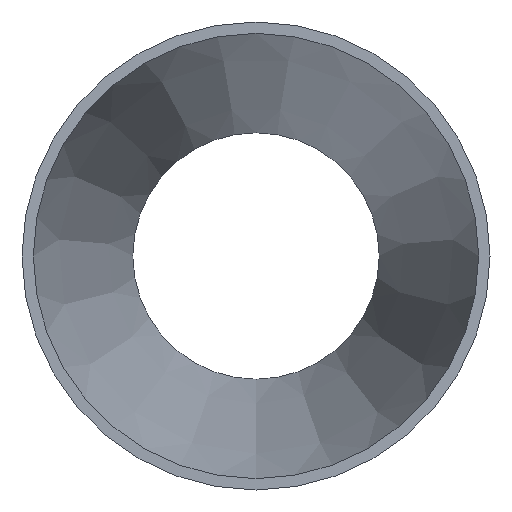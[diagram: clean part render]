
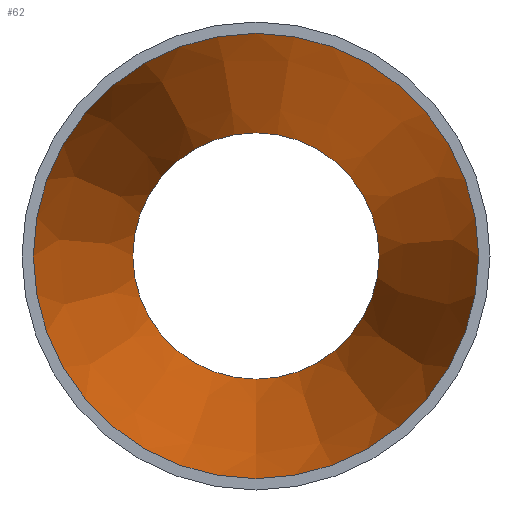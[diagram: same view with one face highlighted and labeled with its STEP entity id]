
A CAD part, front view. The second image highlights one B-rep face of the part: STEP entity #62.
In plain terms, the highlighted conical face has half-angle 11.218 degrees and reference radius 39.961 mm.
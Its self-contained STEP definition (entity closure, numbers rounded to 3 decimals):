
#62 = ADVANCED_FACE ( 'NONE', ( #7386, #2715 ), #27311, .F. ) ;
#2171 = VERTEX_POINT ( 'NONE', #25249 ) ;
#2551 = CIRCLE ( 'NONE', #21383, 39.961 ) ;
#2715 = FACE_OUTER_BOUND ( 'NONE', #14655, .T. ) ;
#3160 = ORIENTED_EDGE ( 'NONE', *, *, #11598, .T. ) ;
#4028 = DIRECTION ( 'NONE',  ( 0., 0., -1. ) ) ;
#5345 = AXIS2_PLACEMENT_3D ( 'NONE', #26602, #17610, #19572 ) ;
#7386 = FACE_BOUND ( 'NONE', #14403, .T. ) ;
#10062 = AXIS2_PLACEMENT_3D ( 'NONE', #12605, #16679, #4028 ) ;
#11598 = EDGE_CURVE ( 'NONE', #12880, #12880, #2551, .T. ) ;
#12605 = CARTESIAN_POINT ( 'NONE',  ( 0., 90., 0. ) ) ;
#12880 = VERTEX_POINT ( 'NONE', #27767 ) ;
#13277 = ORIENTED_EDGE ( 'NONE', *, *, #24636, .F. ) ;
#14299 = CARTESIAN_POINT ( 'NONE',  ( 0., 0., 0. ) ) ;
#14403 = EDGE_LOOP ( 'NONE', ( #13277 ) ) ;
#14655 = EDGE_LOOP ( 'NONE', ( #3160 ) ) ;
#16127 = DIRECTION ( 'NONE',  ( 0., 0., -1. ) ) ;
#16679 = DIRECTION ( 'NONE',  ( 0., -1., 0. ) ) ;
#17610 = DIRECTION ( 'NONE',  ( 0., -1., 0. ) ) ;
#19020 = CIRCLE ( 'NONE', #10062, 22.111 ) ;
#19572 = DIRECTION ( 'NONE',  ( 0., 0., -1. ) ) ;
#21383 = AXIS2_PLACEMENT_3D ( 'NONE', #14299, #22302, #16127 ) ;
#22302 = DIRECTION ( 'NONE',  ( 0., -1., 0. ) ) ;
#24636 = EDGE_CURVE ( 'NONE', #2171, #2171, #19020, .T. ) ;
#25249 = CARTESIAN_POINT ( 'NONE',  ( 0., 90., -22.111 ) ) ;
#26602 = CARTESIAN_POINT ( 'NONE',  ( 0., 0., 0. ) ) ;
#27311 = CONICAL_SURFACE ( 'NONE', #5345, 39.961, 0.196 ) ;
#27767 = CARTESIAN_POINT ( 'NONE',  ( 0., 0., -39.961 ) ) ;
